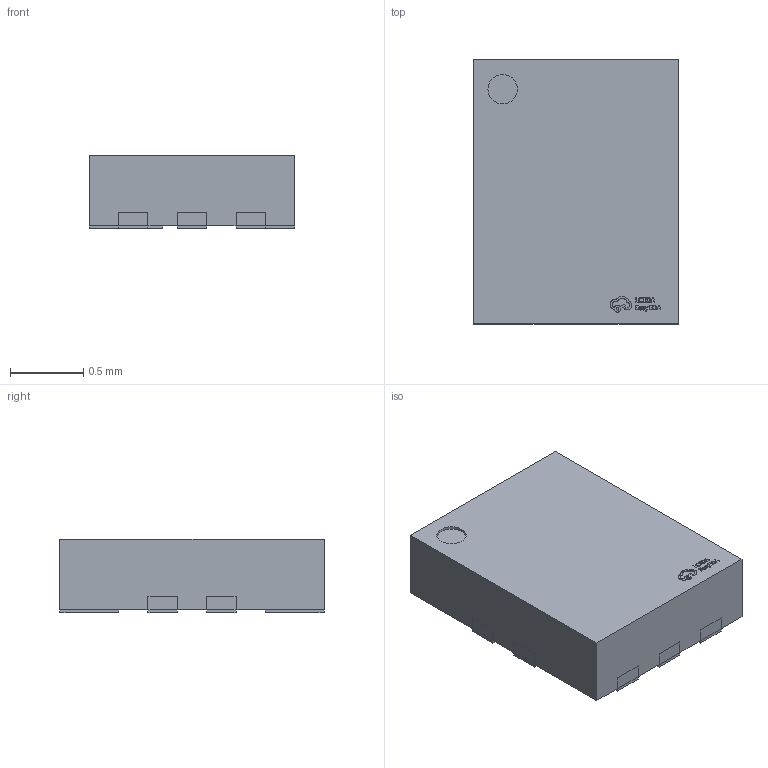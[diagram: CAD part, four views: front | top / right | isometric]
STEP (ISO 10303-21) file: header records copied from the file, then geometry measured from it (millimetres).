
FILE_DESCRIPTION (( 'STEP AP214' ), '1' );
FILE_NAME ('XQFN-10_L1.8-W1.4-H0.5-P0.40-TL.step', '2022-07-15T04:29:26', ( '' ), ( '' ), 'SwSTEP 2.0', 'SolidWorks 2020', '' );
FILE_SCHEMA (( 'AUTOMOTIVE_DESIGN' ));
Length unit declared in the file: millimetre
Products named in the file (1): XQFN-10_L1.8-W1.4-H0.5-P0.40-TL
Bounding box: 1.4 x 1.8 x 0.5 mm (x, y, z)
Volume: 1.2 mm3; surface area: 13.5 mm2
Topology: 34 solids, 34 shells, 462 faces, 1158 edges, 772 vertices
Faces by surface type: plane 348, bspline 112, cylinder 2
Entity records: 19628 total; most frequent: CARTESIAN_POINT 4497, ORIENTED_EDGE 2316, DIRECTION 1636, EDGE_CURVE 1158, LINE 926, VECTOR 926, VERTEX_POINT 772, EDGE_LOOP 482
